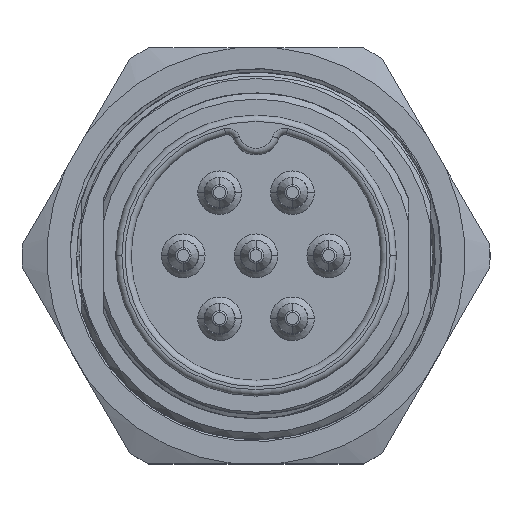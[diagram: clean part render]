
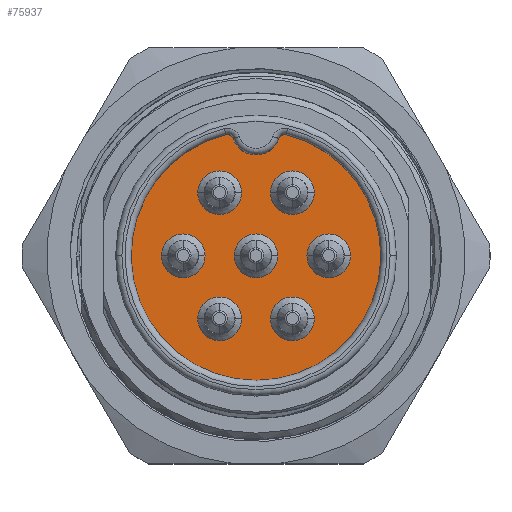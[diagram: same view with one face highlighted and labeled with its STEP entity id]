
A CAD part, top view. The second image highlights one B-rep face of the part: STEP entity #75937.
In plain terms, the highlighted planar face has unit normal (0, 0, 1).
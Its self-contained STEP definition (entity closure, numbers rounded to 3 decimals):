
#71378=CARTESIAN_POINT('',(0.,0.,-3.9));
#71379=DIRECTION('',(0.,0.,1.));
#71380=DIRECTION('',(1.,0.,0.));
#71381=AXIS2_PLACEMENT_3D('',#71378,#71379,#71380);
#71383=CARTESIAN_POINT('',(0.,0.,-3.9));
#71384=DIRECTION('',(0.,0.,1.));
#71385=DIRECTION('',(-1.,0.,0.));
#71386=AXIS2_PLACEMENT_3D('',#71383,#71384,#71385);
#71388=CARTESIAN_POINT('',(0.,0.,-3.9));
#71389=DIRECTION('',(0.,0.,-1.));
#71390=DIRECTION('',(1.,0.,0.));
#71391=AXIS2_PLACEMENT_3D('',#71388,#71389,#71390);
#71393=CARTESIAN_POINT('',(0.,0.,-3.9));
#71394=DIRECTION('',(0.,0.,-1.));
#71395=DIRECTION('',(-1.,0.,0.));
#71396=AXIS2_PLACEMENT_3D('',#71393,#71394,#71395);
#71398=CARTESIAN_POINT('',(3.5,0.,-3.9));
#71399=DIRECTION('',(0.,0.,1.));
#71400=DIRECTION('',(1.,0.,0.));
#71401=AXIS2_PLACEMENT_3D('',#71398,#71399,#71400);
#71403=CARTESIAN_POINT('',(3.5,0.,-3.9));
#71404=DIRECTION('',(0.,0.,1.));
#71405=DIRECTION('',(-1.,0.,0.));
#71406=AXIS2_PLACEMENT_3D('',#71403,#71404,#71405);
#71408=CARTESIAN_POINT('',(1.75,3.03,-3.9));
#71409=DIRECTION('',(0.,0.,1.));
#71410=DIRECTION('',(1.,0.,0.));
#71411=AXIS2_PLACEMENT_3D('',#71408,#71409,#71410);
#71413=CARTESIAN_POINT('',(1.75,3.03,-3.9));
#71414=DIRECTION('',(0.,0.,1.));
#71415=DIRECTION('',(-1.,0.,0.));
#71416=AXIS2_PLACEMENT_3D('',#71413,#71414,#71415);
#71418=CARTESIAN_POINT('',(-1.75,3.03,-3.9));
#71419=DIRECTION('',(0.,0.,1.));
#71420=DIRECTION('',(1.,0.,0.));
#71421=AXIS2_PLACEMENT_3D('',#71418,#71419,#71420);
#71423=CARTESIAN_POINT('',(-1.75,3.03,-3.9));
#71424=DIRECTION('',(0.,0.,1.));
#71425=DIRECTION('',(-1.,0.,0.));
#71426=AXIS2_PLACEMENT_3D('',#71423,#71424,#71425);
#71428=CARTESIAN_POINT('',(-3.5,0.,-3.9));
#71429=DIRECTION('',(0.,0.,1.));
#71430=DIRECTION('',(-1.,0.,0.));
#71431=AXIS2_PLACEMENT_3D('',#71428,#71429,#71430);
#71433=CARTESIAN_POINT('',(-3.5,0.,-3.9));
#71434=DIRECTION('',(0.,0.,1.));
#71435=DIRECTION('',(1.,0.,0.));
#71436=AXIS2_PLACEMENT_3D('',#71433,#71434,#71435);
#71438=CARTESIAN_POINT('',(-1.75,-3.03,-3.9));
#71439=DIRECTION('',(0.,0.,1.));
#71440=DIRECTION('',(-1.,0.,0.));
#71441=AXIS2_PLACEMENT_3D('',#71438,#71439,#71440);
#71443=CARTESIAN_POINT('',(-1.75,-3.03,-3.9));
#71444=DIRECTION('',(0.,0.,1.));
#71445=DIRECTION('',(1.,0.,0.));
#71446=AXIS2_PLACEMENT_3D('',#71443,#71444,#71445);
#71448=CARTESIAN_POINT('',(1.75,-3.03,-3.9));
#71449=DIRECTION('',(0.,0.,1.));
#71450=DIRECTION('',(-1.,0.,0.));
#71451=AXIS2_PLACEMENT_3D('',#71448,#71449,#71450);
#71453=CARTESIAN_POINT('',(1.75,-3.03,-3.9));
#71454=DIRECTION('',(0.,0.,1.));
#71455=DIRECTION('',(1.,0.,0.));
#71456=AXIS2_PLACEMENT_3D('',#71453,#71454,#71455);
#73704=CARTESIAN_POINT('',(6.75,0.,-3.9));
#73705=CARTESIAN_POINT('',(-6.75,0.,-3.9));
#73706=VERTEX_POINT('',#73704);
#73707=VERTEX_POINT('',#73705);
#74780=CARTESIAN_POINT('',(1.05,0.,-3.9));
#74781=CARTESIAN_POINT('',(-1.05,0.,-3.9));
#74782=VERTEX_POINT('',#74780);
#74783=VERTEX_POINT('',#74781);
#74788=CARTESIAN_POINT('',(4.55,0.,-3.9));
#74789=CARTESIAN_POINT('',(2.45,0.,-3.9));
#74790=VERTEX_POINT('',#74788);
#74791=VERTEX_POINT('',#74789);
#74796=CARTESIAN_POINT('',(2.8,3.03,-3.9));
#74797=CARTESIAN_POINT('',(0.7,3.03,-3.9));
#74798=VERTEX_POINT('',#74796);
#74799=VERTEX_POINT('',#74797);
#74804=CARTESIAN_POINT('',(-0.7,3.03,-3.9));
#74805=CARTESIAN_POINT('',(-2.8,3.03,-3.9));
#74806=VERTEX_POINT('',#74804);
#74807=VERTEX_POINT('',#74805);
#74812=CARTESIAN_POINT('',(-4.55,0.,-3.9));
#74813=CARTESIAN_POINT('',(-2.45,0.,-3.9));
#74814=VERTEX_POINT('',#74812);
#74815=VERTEX_POINT('',#74813);
#74820=CARTESIAN_POINT('',(-2.8,-3.03,-3.9));
#74821=CARTESIAN_POINT('',(-0.7,-3.03,-3.9));
#74822=VERTEX_POINT('',#74820);
#74823=VERTEX_POINT('',#74821);
#74828=CARTESIAN_POINT('',(0.7,-3.03,-3.9));
#74829=CARTESIAN_POINT('',(2.8,-3.03,-3.9));
#74830=VERTEX_POINT('',#74828);
#74831=VERTEX_POINT('',#74829);
#75886=CARTESIAN_POINT('',(0.,0.,-3.9));
#75887=DIRECTION('',(0.,0.,1.));
#75888=DIRECTION('',(1.,0.,0.));
#75889=AXIS2_PLACEMENT_3D('',#75886,#75887,#75888);
#75890=PLANE('',#75889);
#75892=ORIENTED_EDGE('',*,*,#75891,.F.);
#75894=ORIENTED_EDGE('',*,*,#75893,.F.);
#75895=EDGE_LOOP('',(#75892,#75894));
#75896=FACE_OUTER_BOUND('',#75895,.F.);
#75898=ORIENTED_EDGE('',*,*,#75897,.F.);
#75900=ORIENTED_EDGE('',*,*,#75899,.F.);
#75901=EDGE_LOOP('',(#75898,#75900));
#75902=FACE_BOUND('',#75901,.F.);
#75904=ORIENTED_EDGE('',*,*,#75903,.T.);
#75906=ORIENTED_EDGE('',*,*,#75905,.T.);
#75907=EDGE_LOOP('',(#75904,#75906));
#75908=FACE_BOUND('',#75907,.F.);
#75909=ORIENTED_EDGE('',*,*,#75868,.T.);
#75910=ORIENTED_EDGE('',*,*,#75853,.T.);
#75911=EDGE_LOOP('',(#75909,#75910));
#75912=FACE_BOUND('',#75911,.F.);
#75914=ORIENTED_EDGE('',*,*,#75913,.T.);
#75916=ORIENTED_EDGE('',*,*,#75915,.T.);
#75917=EDGE_LOOP('',(#75914,#75916));
#75918=FACE_BOUND('',#75917,.F.);
#75920=ORIENTED_EDGE('',*,*,#75919,.T.);
#75922=ORIENTED_EDGE('',*,*,#75921,.T.);
#75923=EDGE_LOOP('',(#75920,#75922));
#75924=FACE_BOUND('',#75923,.F.);
#75926=ORIENTED_EDGE('',*,*,#75925,.T.);
#75928=ORIENTED_EDGE('',*,*,#75927,.T.);
#75929=EDGE_LOOP('',(#75926,#75928));
#75930=FACE_BOUND('',#75929,.F.);
#75932=ORIENTED_EDGE('',*,*,#75931,.T.);
#75934=ORIENTED_EDGE('',*,*,#75933,.T.);
#75935=EDGE_LOOP('',(#75932,#75934));
#75936=FACE_BOUND('',#75935,.F.);
#71382=CIRCLE('',#71381,6.75);
#71387=CIRCLE('',#71386,6.75);
#71392=CIRCLE('',#71391,1.05);
#71397=CIRCLE('',#71396,1.05);
#71402=CIRCLE('',#71401,1.05);
#71407=CIRCLE('',#71406,1.05);
#71412=CIRCLE('',#71411,1.05);
#71417=CIRCLE('',#71416,1.05);
#71422=CIRCLE('',#71421,1.05);
#71427=CIRCLE('',#71426,1.05);
#71432=CIRCLE('',#71431,1.05);
#71437=CIRCLE('',#71436,1.05);
#71442=CIRCLE('',#71441,1.05);
#71447=CIRCLE('',#71446,1.05);
#71452=CIRCLE('',#71451,1.05);
#71457=CIRCLE('',#71456,1.05);
#75853=EDGE_CURVE('',#74799,#74798,#71417,.T.);
#75868=EDGE_CURVE('',#74798,#74799,#71412,.T.);
#75891=EDGE_CURVE('',#73706,#73707,#71382,.T.);
#75893=EDGE_CURVE('',#73707,#73706,#71387,.T.);
#75897=EDGE_CURVE('',#74782,#74783,#71392,.T.);
#75899=EDGE_CURVE('',#74783,#74782,#71397,.T.);
#75903=EDGE_CURVE('',#74790,#74791,#71402,.T.);
#75905=EDGE_CURVE('',#74791,#74790,#71407,.T.);
#75913=EDGE_CURVE('',#74806,#74807,#71422,.T.);
#75915=EDGE_CURVE('',#74807,#74806,#71427,.T.);
#75919=EDGE_CURVE('',#74814,#74815,#71432,.T.);
#75921=EDGE_CURVE('',#74815,#74814,#71437,.T.);
#75925=EDGE_CURVE('',#74822,#74823,#71442,.T.);
#75927=EDGE_CURVE('',#74823,#74822,#71447,.T.);
#75931=EDGE_CURVE('',#74830,#74831,#71452,.T.);
#75933=EDGE_CURVE('',#74831,#74830,#71457,.T.);
#75937=ADVANCED_FACE('',(#75896,#75902,#75908,#75912,#75918,#75924,#75930,
#75936),#75890,.T.);
